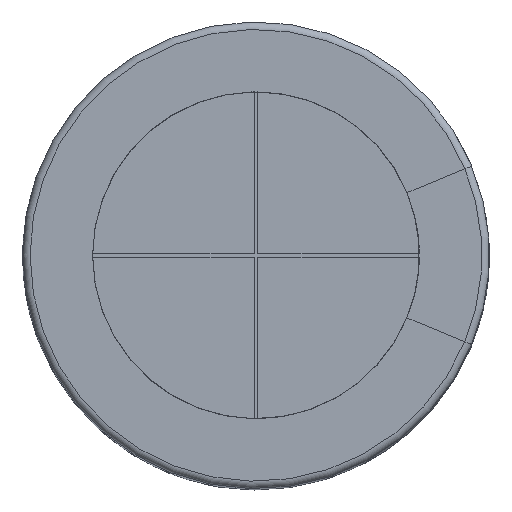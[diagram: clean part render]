
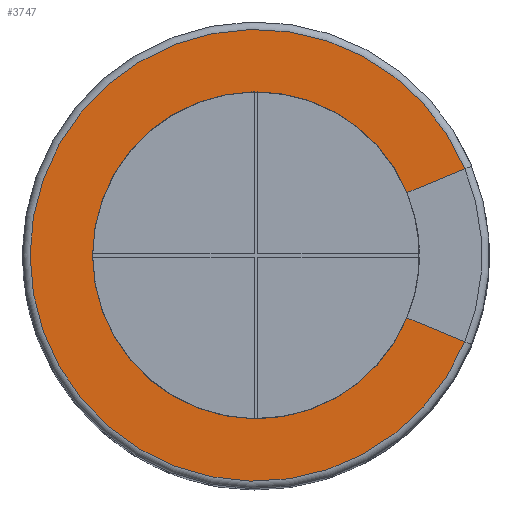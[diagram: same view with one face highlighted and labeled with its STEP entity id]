
A CAD part, top view. The second image highlights one B-rep face of the part: STEP entity #3747.
In plain terms, the highlighted planar face has unit normal (0, 0, 1).
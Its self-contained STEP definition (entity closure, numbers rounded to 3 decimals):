
#3378 = TOROIDAL_SURFACE('',#3379,6.05,0.2);
#3379 = AXIS2_PLACEMENT_3D('',#3380,#3381,#3382);
#3380 = CARTESIAN_POINT('',(2.5,0.,21.3));
#3381 = DIRECTION('',(0.,0.,1.));
#3382 = DIRECTION('',(0.924,-0.383,0.));
#3404 = VERTEX_POINT('',#3405);
#3405 = CARTESIAN_POINT('',(8.089,-2.315,21.5));
#3427 = VERTEX_POINT('',#3428);
#3428 = CARTESIAN_POINT('',(8.089,2.315,21.5));
#3443 = PLANE('',#3444);
#3444 = AXIS2_PLACEMENT_3D('',#3445,#3446,#3447);
#3445 = CARTESIAN_POINT('',(2.5,0.,21.5));
#3446 = DIRECTION('',(0.,0.,-1.));
#3447 = DIRECTION('',(0.924,0.383,0.));
#3635 = EDGE_CURVE('',#3404,#3427,#3636,.T.);
#3636 = SURFACE_CURVE('',#3637,(#3642,#3649),.PCURVE_S1.);
#3637 = CIRCLE('',#3638,6.05);
#3638 = AXIS2_PLACEMENT_3D('',#3639,#3640,#3641);
#3639 = CARTESIAN_POINT('',(2.5,0.,21.5));
#3640 = DIRECTION('',(0.,-0.,-1.));
#3641 = DIRECTION('',(0.924,-0.383,0.));
#3642 = PCURVE('',#3378,#3643);
#3643 = DEFINITIONAL_REPRESENTATION('',(#3644),#3648);
#3644 = LINE('',#3645,#3646);
#3645 = CARTESIAN_POINT('',(-0.,1.571));
#3646 = VECTOR('',#3647,1.);
#3647 = DIRECTION('',(-1.,0.));
#3648 = ( GEOMETRIC_REPRESENTATION_CONTEXT(2)
PARAMETRIC_REPRESENTATION_CONTEXT() REPRESENTATION_CONTEXT('2D SPACE',''
) );
#3649 = PCURVE('',#3650,#3655);
#3650 = PLANE('',#3651);
#3651 = AXIS2_PLACEMENT_3D('',#3652,#3653,#3654);
#3652 = CARTESIAN_POINT('',(2.5,0.,21.5));
#3653 = DIRECTION('',(0.,0.,-1.));
#3654 = DIRECTION('',(0.924,-0.383,0.));
#3655 = DEFINITIONAL_REPRESENTATION('',(#3656),#3660);
#3656 = CIRCLE('',#3657,6.05);
#3657 = AXIS2_PLACEMENT_2D('',#3658,#3659);
#3658 = CARTESIAN_POINT('',(0.,0.));
#3659 = DIRECTION('',(1.,0.));
#3660 = ( GEOMETRIC_REPRESENTATION_CONTEXT(2)
PARAMETRIC_REPRESENTATION_CONTEXT() REPRESENTATION_CONTEXT('2D SPACE',''
) );
#3667 = EDGE_CURVE('',#3404,#3668,#3670,.T.);
#3668 = VERTEX_POINT('',#3669);
#3669 = CARTESIAN_POINT('',(6.542,-1.674,21.5));
#3670 = SURFACE_CURVE('',#3671,(#3675,#3682),.PCURVE_S1.);
#3671 = LINE('',#3672,#3673);
#3672 = CARTESIAN_POINT('',(8.089,-2.315,21.5));
#3673 = VECTOR('',#3674,1.);
#3674 = DIRECTION('',(-0.924,0.383,0.));
#3675 = PCURVE('',#3443,#3676);
#3676 = DEFINITIONAL_REPRESENTATION('',(#3677),#3681);
#3677 = LINE('',#3678,#3679);
#3678 = CARTESIAN_POINT('',(4.278,4.278));
#3679 = VECTOR('',#3680,1.);
#3680 = DIRECTION('',(-0.707,-0.707));
#3681 = ( GEOMETRIC_REPRESENTATION_CONTEXT(2)
PARAMETRIC_REPRESENTATION_CONTEXT() REPRESENTATION_CONTEXT('2D SPACE',''
) );
#3682 = PCURVE('',#3650,#3683);
#3683 = DEFINITIONAL_REPRESENTATION('',(#3684),#3688);
#3684 = LINE('',#3685,#3686);
#3685 = CARTESIAN_POINT('',(6.05,0.));
#3686 = VECTOR('',#3687,1.);
#3687 = DIRECTION('',(-1.,0.));
#3688 = ( GEOMETRIC_REPRESENTATION_CONTEXT(2)
PARAMETRIC_REPRESENTATION_CONTEXT() REPRESENTATION_CONTEXT('2D SPACE',''
) );
#3691 = VERTEX_POINT('',#3692);
#3692 = CARTESIAN_POINT('',(6.542,1.674,21.5));
#3719 = EDGE_CURVE('',#3427,#3691,#3720,.T.);
#3720 = SURFACE_CURVE('',#3721,(#3725,#3732),.PCURVE_S1.);
#3721 = LINE('',#3722,#3723);
#3722 = CARTESIAN_POINT('',(8.089,2.315,21.5));
#3723 = VECTOR('',#3724,1.);
#3724 = DIRECTION('',(-0.924,-0.383,0.));
#3725 = PCURVE('',#3443,#3726);
#3726 = DEFINITIONAL_REPRESENTATION('',(#3727),#3731);
#3727 = LINE('',#3728,#3729);
#3728 = CARTESIAN_POINT('',(6.05,0.));
#3729 = VECTOR('',#3730,1.);
#3730 = DIRECTION('',(-1.,0.));
#3731 = ( GEOMETRIC_REPRESENTATION_CONTEXT(2)
PARAMETRIC_REPRESENTATION_CONTEXT() REPRESENTATION_CONTEXT('2D SPACE',''
) );
#3732 = PCURVE('',#3650,#3733);
#3733 = DEFINITIONAL_REPRESENTATION('',(#3734),#3738);
#3734 = LINE('',#3735,#3736);
#3735 = CARTESIAN_POINT('',(4.278,-4.278));
#3736 = VECTOR('',#3737,1.);
#3737 = DIRECTION('',(-0.707,0.707));
#3738 = ( GEOMETRIC_REPRESENTATION_CONTEXT(2)
PARAMETRIC_REPRESENTATION_CONTEXT() REPRESENTATION_CONTEXT('2D SPACE',''
) );
#3747 = ADVANCED_FACE('',(#3748),#3650,.F.);
#3748 = FACE_BOUND('',#3749,.F.);
#3749 = EDGE_LOOP('',(#3750,#3751,#3752,#3779));
#3750 = ORIENTED_EDGE('',*,*,#3635,.T.);
#3751 = ORIENTED_EDGE('',*,*,#3719,.T.);
#3752 = ORIENTED_EDGE('',*,*,#3753,.F.);
#3753 = EDGE_CURVE('',#3668,#3691,#3754,.T.);
#3754 = SURFACE_CURVE('',#3755,(#3760,#3767),.PCURVE_S1.);
#3755 = CIRCLE('',#3756,4.375);
#3756 = AXIS2_PLACEMENT_3D('',#3757,#3758,#3759);
#3757 = CARTESIAN_POINT('',(2.5,0.,21.5));
#3758 = DIRECTION('',(0.,-0.,-1.));
#3759 = DIRECTION('',(0.924,-0.383,0.));
#3760 = PCURVE('',#3650,#3761);
#3761 = DEFINITIONAL_REPRESENTATION('',(#3762),#3766);
#3762 = CIRCLE('',#3763,4.375);
#3763 = AXIS2_PLACEMENT_2D('',#3764,#3765);
#3764 = CARTESIAN_POINT('',(0.,0.));
#3765 = DIRECTION('',(1.,0.));
#3766 = ( GEOMETRIC_REPRESENTATION_CONTEXT(2)
PARAMETRIC_REPRESENTATION_CONTEXT() REPRESENTATION_CONTEXT('2D SPACE',''
) );
#3767 = PCURVE('',#3768,#3773);
#3768 = CYLINDRICAL_SURFACE('',#3769,4.375);
#3769 = AXIS2_PLACEMENT_3D('',#3770,#3771,#3772);
#3770 = CARTESIAN_POINT('',(2.5,0.,21.5));
#3771 = DIRECTION('',(0.,0.,-1.));
#3772 = DIRECTION('',(0.924,-0.383,0.));
#3773 = DEFINITIONAL_REPRESENTATION('',(#3774),#3778);
#3774 = LINE('',#3775,#3776);
#3775 = CARTESIAN_POINT('',(0.,0.));
#3776 = VECTOR('',#3777,1.);
#3777 = DIRECTION('',(1.,0.));
#3778 = ( GEOMETRIC_REPRESENTATION_CONTEXT(2)
PARAMETRIC_REPRESENTATION_CONTEXT() REPRESENTATION_CONTEXT('2D SPACE',''
) );
#3779 = ORIENTED_EDGE('',*,*,#3667,.F.);
